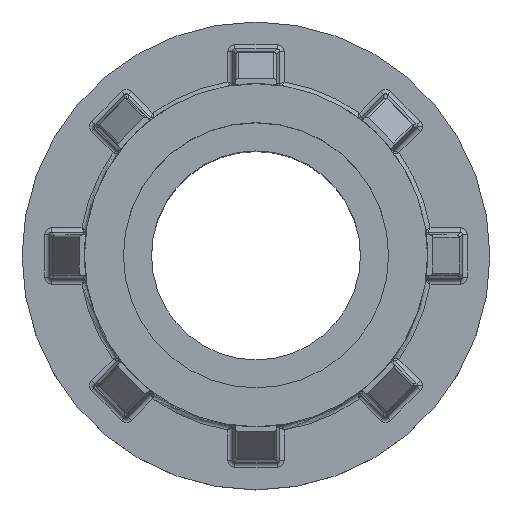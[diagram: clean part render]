
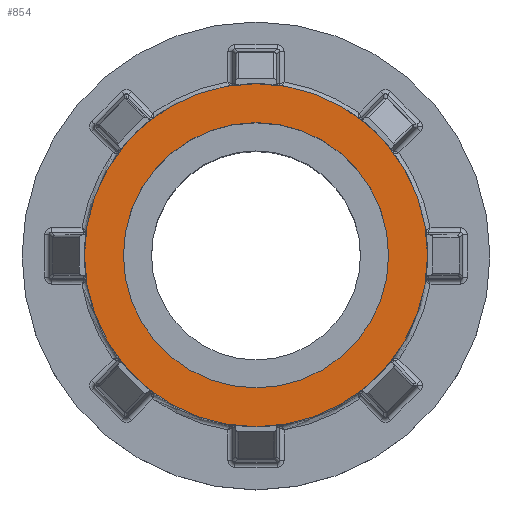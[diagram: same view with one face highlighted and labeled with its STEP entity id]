
A CAD part, top view. The second image highlights one B-rep face of the part: STEP entity #854.
In plain terms, the highlighted planar face has unit normal (0, 0, 1).
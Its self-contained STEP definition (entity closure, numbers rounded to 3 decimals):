
#120 = EDGE_CURVE ( 'NONE', #199, #4248, #2037, .T. ) ;
#133 = EDGE_LOOP ( 'NONE', ( #2624, #726 ) ) ;
#199 = VERTEX_POINT ( 'NONE', #9938 ) ;
#376 = EDGE_CURVE ( 'NONE', #7623, #8318, #4888, .T. ) ;
#513 = CARTESIAN_POINT ( 'NONE',  ( 0., 0., 33. ) ) ;
#587 = CARTESIAN_POINT ( 'NONE',  ( 11., 0., 33. ) ) ;
#726 = ORIENTED_EDGE ( 'NONE', *, *, #376, .T. ) ;
#845 = FACE_BOUND ( 'NONE', #5129, .T. ) ;
#854 = ADVANCED_FACE ( 'NONE', ( #845, #5282 ), #2122, .T. ) ;
#1208 = DIRECTION ( 'NONE',  ( 0., 0., 1. ) ) ;
#1702 = DIRECTION ( 'NONE',  ( 0., 0., 1. ) ) ;
#2037 = CIRCLE ( 'NONE', #5962, 8.5 ) ;
#2122 = PLANE ( 'NONE',  #5183 ) ;
#2231 = CARTESIAN_POINT ( 'NONE',  ( 0., 0., 33. ) ) ;
#2542 = DIRECTION ( 'NONE',  ( 0., 0., 1. ) ) ;
#2624 = ORIENTED_EDGE ( 'NONE', *, *, #10354, .T. ) ;
#2959 = DIRECTION ( 'NONE',  ( 0., 0., 1. ) ) ;
#3051 = DIRECTION ( 'NONE',  ( 1., 0., 0. ) ) ;
#3563 = AXIS2_PLACEMENT_3D ( 'NONE', #7593, #2542, #8462 ) ;
#4248 = VERTEX_POINT ( 'NONE', #9447 ) ;
#4424 = CIRCLE ( 'NONE', #9499, 8.5 ) ;
#4888 = CIRCLE ( 'NONE', #5729, 11. ) ;
#5129 = EDGE_LOOP ( 'NONE', ( #6561, #7012 ) ) ;
#5183 = AXIS2_PLACEMENT_3D ( 'NONE', #513, #2959, #8897 ) ;
#5282 = FACE_OUTER_BOUND ( 'NONE', #133, .T. ) ;
#5729 = AXIS2_PLACEMENT_3D ( 'NONE', #6678, #1702, #7564 ) ;
#5962 = AXIS2_PLACEMENT_3D ( 'NONE', #2231, #8131, #3051 ) ;
#6190 = CARTESIAN_POINT ( 'NONE',  ( 0., 0., 33. ) ) ;
#6530 = CIRCLE ( 'NONE', #3563, 11. ) ;
#6561 = ORIENTED_EDGE ( 'NONE', *, *, #6813, .F. ) ;
#6678 = CARTESIAN_POINT ( 'NONE',  ( 0., 0., 33. ) ) ;
#6813 = EDGE_CURVE ( 'NONE', #4248, #199, #4424, .T. ) ;
#7012 = ORIENTED_EDGE ( 'NONE', *, *, #120, .F. ) ;
#7043 = DIRECTION ( 'NONE',  ( 1., 0., 0. ) ) ;
#7564 = DIRECTION ( 'NONE',  ( 1., 0., 0. ) ) ;
#7593 = CARTESIAN_POINT ( 'NONE',  ( 0., 0., 33. ) ) ;
#7623 = VERTEX_POINT ( 'NONE', #587 ) ;
#8131 = DIRECTION ( 'NONE',  ( 0., 0., 1. ) ) ;
#8318 = VERTEX_POINT ( 'NONE', #8326 ) ;
#8326 = CARTESIAN_POINT ( 'NONE',  ( -11., 0., 33. ) ) ;
#8462 = DIRECTION ( 'NONE',  ( 1., 0., 0. ) ) ;
#8897 = DIRECTION ( 'NONE',  ( 1., 0., 0. ) ) ;
#9447 = CARTESIAN_POINT ( 'NONE',  ( 8.5, 0., 33. ) ) ;
#9499 = AXIS2_PLACEMENT_3D ( 'NONE', #6190, #1208, #7043 ) ;
#9938 = CARTESIAN_POINT ( 'NONE',  ( -8.5, 0., 33. ) ) ;
#10354 = EDGE_CURVE ( 'NONE', #8318, #7623, #6530, .T. ) ;
